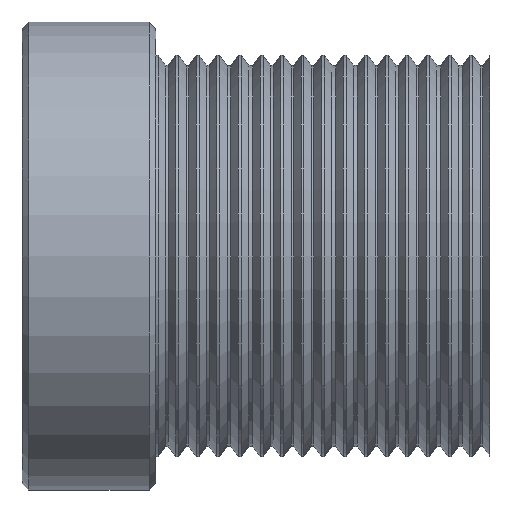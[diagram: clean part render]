
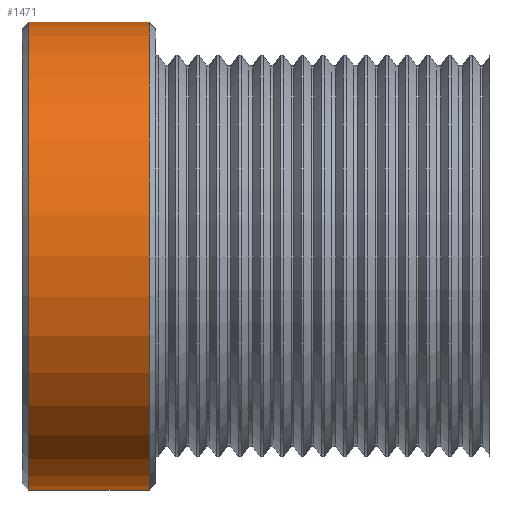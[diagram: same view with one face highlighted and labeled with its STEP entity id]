
A CAD part, front view. The second image highlights one B-rep face of the part: STEP entity #1471.
In plain terms, the highlighted cylindrical face has radius 7 mm (diameter 14 mm), a partial arc.
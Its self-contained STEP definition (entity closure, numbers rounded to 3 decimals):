
#72 = DIRECTION ( 'NONE',  ( 1., 0., 0. ) ) ;
#142 = DIRECTION ( 'NONE',  ( 0., 0., -1. ) ) ;
#184 = ORIENTED_EDGE ( 'NONE', *, *, #322, .F. ) ;
#322 = EDGE_CURVE ( 'NONE', #453, #1813, #2572, .T. ) ;
#332 = CIRCLE ( 'NONE', #2467, 7. ) ;
#453 = VERTEX_POINT ( 'NONE', #2314 ) ;
#1212 = AXIS2_PLACEMENT_3D ( 'NONE', #2805, #72, #142 ) ;
#1361 = DIRECTION ( 'NONE',  ( 1., 0., 0. ) ) ;
#1401 = VERTEX_POINT ( 'NONE', #3011 ) ;
#1440 = CARTESIAN_POINT ( 'NONE',  ( -6.798, 0., -7. ) ) ;
#1471 = ADVANCED_FACE ( 'NONE', ( #2504 ), #3371, .T. ) ;
#1592 = DIRECTION ( 'NONE',  ( 0., 0., -1. ) ) ;
#1717 = DIRECTION ( 'NONE',  ( 1., 0., 0. ) ) ;
#1769 = VECTOR ( 'NONE', #1717, 1000. ) ;
#1797 = LINE ( 'NONE', #3549, #1769 ) ;
#1813 = VERTEX_POINT ( 'NONE', #3327 ) ;
#1918 = DIRECTION ( 'NONE',  ( 1., 0., 0. ) ) ;
#2312 = ORIENTED_EDGE ( 'NONE', *, *, #2484, .T. ) ;
#2314 = CARTESIAN_POINT ( 'NONE',  ( -3.198, 0., 7. ) ) ;
#2425 = EDGE_LOOP ( 'NONE', ( #3732, #2312, #3616, #184 ) ) ;
#2467 = AXIS2_PLACEMENT_3D ( 'NONE', #2610, #1361, #3507 ) ;
#2484 = EDGE_CURVE ( 'NONE', #1401, #2693, #332, .T. ) ;
#2504 = FACE_OUTER_BOUND ( 'NONE', #2425, .T. ) ;
#2572 = CIRCLE ( 'NONE', #3070, 7. ) ;
#2573 = EDGE_CURVE ( 'NONE', #2693, #1813, #1797, .T. ) ;
#2593 = VECTOR ( 'NONE', #1918, 1000. ) ;
#2610 = CARTESIAN_POINT ( 'NONE',  ( -6.798, 0., 0. ) ) ;
#2693 = VERTEX_POINT ( 'NONE', #1440 ) ;
#2720 = EDGE_CURVE ( 'NONE', #1401, #453, #2938, .T. ) ;
#2805 = CARTESIAN_POINT ( 'NONE',  ( 5.297, 0., 0. ) ) ;
#2938 = LINE ( 'NONE', #3441, #2593 ) ;
#3011 = CARTESIAN_POINT ( 'NONE',  ( -6.798, 0., 7. ) ) ;
#3070 = AXIS2_PLACEMENT_3D ( 'NONE', #3403, #3708, #1592 ) ;
#3327 = CARTESIAN_POINT ( 'NONE',  ( -3.198, 0., -7. ) ) ;
#3371 = CYLINDRICAL_SURFACE ( 'NONE', #1212, 7. ) ;
#3403 = CARTESIAN_POINT ( 'NONE',  ( -3.198, 0., 0. ) ) ;
#3441 = CARTESIAN_POINT ( 'NONE',  ( 5.297, 0., 7. ) ) ;
#3507 = DIRECTION ( 'NONE',  ( 0., 0., -1. ) ) ;
#3549 = CARTESIAN_POINT ( 'NONE',  ( 5.297, 0., -7. ) ) ;
#3616 = ORIENTED_EDGE ( 'NONE', *, *, #2573, .T. ) ;
#3708 = DIRECTION ( 'NONE',  ( 1., 0., 0. ) ) ;
#3732 = ORIENTED_EDGE ( 'NONE', *, *, #2720, .F. ) ;
